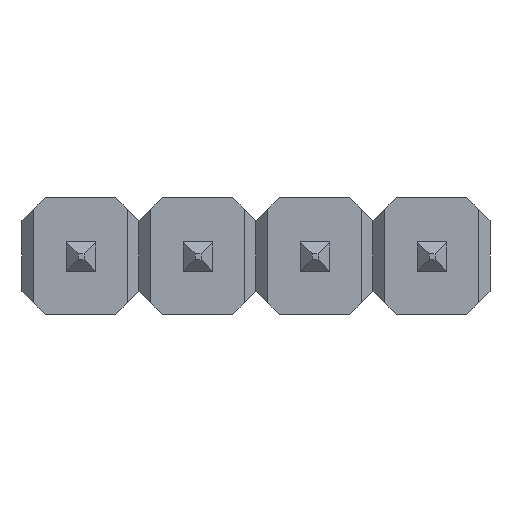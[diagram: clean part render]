
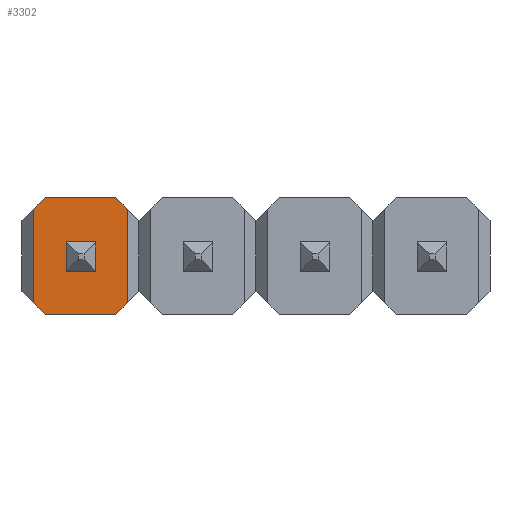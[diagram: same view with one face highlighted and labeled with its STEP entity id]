
A CAD part, front view. The second image highlights one B-rep face of the part: STEP entity #3302.
In plain terms, the highlighted planar face has unit normal (0, -1, 0).
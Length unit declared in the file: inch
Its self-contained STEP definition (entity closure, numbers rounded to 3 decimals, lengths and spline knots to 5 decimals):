
#39 = VERTEX_POINT ( 'NONE', #1214 ) ;
#73 = DIRECTION ( 'NONE',  ( -0.707, 0., 0.707 ) ) ;
#353 = CARTESIAN_POINT ( 'NONE',  ( -0.012, 0., -0.013 ) ) ;
#392 = DIRECTION ( 'NONE',  ( 0., 0., 1. ) ) ;
#461 = LINE ( 'NONE', #4562, #1129 ) ;
#481 = CARTESIAN_POINT ( 'NONE',  ( 0.03, 0., -0.05 ) ) ;
#502 = CARTESIAN_POINT ( 'NONE',  ( -0.04, 0., 0.05 ) ) ;
#534 = EDGE_CURVE ( 'NONE', #2877, #3096, #4307, .T. ) ;
#577 = CARTESIAN_POINT ( 'NONE',  ( 0.013, 0., 0.05 ) ) ;
#587 = EDGE_CURVE ( 'NONE', #4748, #3351, #2599, .T. ) ;
#606 = ORIENTED_EDGE ( 'NONE', *, *, #587, .T. ) ;
#608 = VERTEX_POINT ( 'NONE', #4663 ) ;
#680 = VERTEX_POINT ( 'NONE', #1402 ) ;
#721 = VECTOR ( 'NONE', #4512, 39.37008 ) ;
#780 = PLANE ( 'NONE',  #1570 ) ;
#798 = ORIENTED_EDGE ( 'NONE', *, *, #2144, .T. ) ;
#811 = VECTOR ( 'NONE', #4670, 39.37008 ) ;
#862 = ORIENTED_EDGE ( 'NONE', *, *, #3679, .T. ) ;
#929 = LINE ( 'NONE', #3385, #2320 ) ;
#972 = LINE ( 'NONE', #577, #3543 ) ;
#1044 = DIRECTION ( 'NONE',  ( -0.707, 0., -0.707 ) ) ;
#1085 = ORIENTED_EDGE ( 'NONE', *, *, #2605, .T. ) ;
#1129 = VECTOR ( 'NONE', #73, 39.37008 ) ;
#1214 = CARTESIAN_POINT ( 'NONE',  ( 0.013, 0., -0.013 ) ) ;
#1254 = VERTEX_POINT ( 'NONE', #4302 ) ;
#1396 = ORIENTED_EDGE ( 'NONE', *, *, #5189, .T. ) ;
#1402 = CARTESIAN_POINT ( 'NONE',  ( -0.03, 0., -0.05 ) ) ;
#1433 = EDGE_LOOP ( 'NONE', ( #1085, #606, #862, #3917 ) ) ;
#1508 = CARTESIAN_POINT ( 'NONE',  ( 0.03, 0., -0.05 ) ) ;
#1568 = DIRECTION ( 'NONE',  ( 1., 0., 0. ) ) ;
#1570 = AXIS2_PLACEMENT_3D ( 'NONE', #3213, #2397, #392 ) ;
#1695 = CARTESIAN_POINT ( 'NONE',  ( 0.04, 0., 0.04 ) ) ;
#1855 = LINE ( 'NONE', #4745, #4342 ) ;
#2020 = CARTESIAN_POINT ( 'NONE',  ( -0.04, 0., -0.04 ) ) ;
#2063 = ORIENTED_EDGE ( 'NONE', *, *, #2643, .T. ) ;
#2144 = EDGE_CURVE ( 'NONE', #4644, #680, #929, .T. ) ;
#2172 = EDGE_CURVE ( 'NONE', #4808, #3096, #461, .T. ) ;
#2233 = CARTESIAN_POINT ( 'NONE',  ( -0.05, 0., 0.05 ) ) ;
#2286 = VECTOR ( 'NONE', #5059, 39.37008 ) ;
#2294 = VERTEX_POINT ( 'NONE', #3521 ) ;
#2320 = VECTOR ( 'NONE', #2496, 39.37008 ) ;
#2330 = EDGE_CURVE ( 'NONE', #608, #39, #972, .T. ) ;
#2397 = DIRECTION ( 'NONE',  ( 0., 1., 0. ) ) ;
#2451 = LINE ( 'NONE', #3206, #721 ) ;
#2477 = EDGE_CURVE ( 'NONE', #2294, #4644, #2514, .T. ) ;
#2496 = DIRECTION ( 'NONE',  ( 0.707, 0., -0.707 ) ) ;
#2514 = LINE ( 'NONE', #502, #3288 ) ;
#2599 = LINE ( 'NONE', #3049, #4463 ) ;
#2605 = EDGE_CURVE ( 'NONE', #39, #4748, #2451, .T. ) ;
#2643 = EDGE_CURVE ( 'NONE', #1254, #4808, #2905, .T. ) ;
#2726 = EDGE_CURVE ( 'NONE', #4564, #680, #4649, .T. ) ;
#2877 = VERTEX_POINT ( 'NONE', #3992 ) ;
#2905 = LINE ( 'NONE', #4596, #3987 ) ;
#2932 = ORIENTED_EDGE ( 'NONE', *, *, #2726, .F. ) ;
#3049 = CARTESIAN_POINT ( 'NONE',  ( -0.012, 0., 0.05 ) ) ;
#3096 = VERTEX_POINT ( 'NONE', #5005 ) ;
#3143 = ORIENTED_EDGE ( 'NONE', *, *, #2477, .T. ) ;
#3152 = DIRECTION ( 'NONE',  ( 0.707, 0., 0.707 ) ) ;
#3154 = FACE_OUTER_BOUND ( 'NONE', #3432, .T. ) ;
#3206 = CARTESIAN_POINT ( 'NONE',  ( -0.05, 0., -0.013 ) ) ;
#3213 = CARTESIAN_POINT ( 'NONE',  ( -0.05, 0., 0.05 ) ) ;
#3288 = VECTOR ( 'NONE', #3775, 39.37008 ) ;
#3302 = ADVANCED_FACE ( 'NONE', ( #4888, #3154 ), #780, .F. ) ;
#3351 = VERTEX_POINT ( 'NONE', #4605 ) ;
#3385 = CARTESIAN_POINT ( 'NONE',  ( -0.05, 0., -0.03 ) ) ;
#3415 = DIRECTION ( 'NONE',  ( 0., 0., 1. ) ) ;
#3432 = EDGE_LOOP ( 'NONE', ( #2932, #1396, #2063, #4266, #3999, #4245, #3143, #798 ) ) ;
#3437 = DIRECTION ( 'NONE',  ( 0., 0., -1. ) ) ;
#3521 = CARTESIAN_POINT ( 'NONE',  ( -0.04, 0., 0.04 ) ) ;
#3543 = VECTOR ( 'NONE', #3437, 39.37008 ) ;
#3638 = EDGE_CURVE ( 'NONE', #2877, #2294, #1855, .T. ) ;
#3658 = VECTOR ( 'NONE', #1568, 39.37008 ) ;
#3679 = EDGE_CURVE ( 'NONE', #3351, #608, #5278, .T. ) ;
#3775 = DIRECTION ( 'NONE',  ( 0., 0., -1. ) ) ;
#3917 = ORIENTED_EDGE ( 'NONE', *, *, #2330, .T. ) ;
#3931 = DIRECTION ( 'NONE',  ( 0., 0., 1. ) ) ;
#3987 = VECTOR ( 'NONE', #3415, 39.37008 ) ;
#3992 = CARTESIAN_POINT ( 'NONE',  ( -0.03, 0., 0.05 ) ) ;
#3999 = ORIENTED_EDGE ( 'NONE', *, *, #534, .F. ) ;
#4245 = ORIENTED_EDGE ( 'NONE', *, *, #3638, .T. ) ;
#4266 = ORIENTED_EDGE ( 'NONE', *, *, #2172, .T. ) ;
#4302 = CARTESIAN_POINT ( 'NONE',  ( 0.04, 0., -0.04 ) ) ;
#4307 = LINE ( 'NONE', #2233, #2286 ) ;
#4342 = VECTOR ( 'NONE', #1044, 39.37008 ) ;
#4463 = VECTOR ( 'NONE', #3931, 39.37008 ) ;
#4495 = CARTESIAN_POINT ( 'NONE',  ( -0.05, 0., 0.012 ) ) ;
#4512 = DIRECTION ( 'NONE',  ( -1., 0., 0. ) ) ;
#4562 = CARTESIAN_POINT ( 'NONE',  ( 0.05, 0., 0.03 ) ) ;
#4564 = VERTEX_POINT ( 'NONE', #481 ) ;
#4571 = CARTESIAN_POINT ( 'NONE',  ( -0.05, 0., -0.05 ) ) ;
#4596 = CARTESIAN_POINT ( 'NONE',  ( 0.04, 0., 0.05 ) ) ;
#4605 = CARTESIAN_POINT ( 'NONE',  ( -0.012, 0., 0.012 ) ) ;
#4644 = VERTEX_POINT ( 'NONE', #2020 ) ;
#4649 = LINE ( 'NONE', #4571, #811 ) ;
#4663 = CARTESIAN_POINT ( 'NONE',  ( 0.013, 0., 0.012 ) ) ;
#4670 = DIRECTION ( 'NONE',  ( -1., 0., 0. ) ) ;
#4745 = CARTESIAN_POINT ( 'NONE',  ( -0.03, 0., 0.05 ) ) ;
#4748 = VERTEX_POINT ( 'NONE', #353 ) ;
#4788 = VECTOR ( 'NONE', #3152, 39.37008 ) ;
#4808 = VERTEX_POINT ( 'NONE', #1695 ) ;
#4888 = FACE_BOUND ( 'NONE', #1433, .T. ) ;
#5005 = CARTESIAN_POINT ( 'NONE',  ( 0.03, 0., 0.05 ) ) ;
#5059 = DIRECTION ( 'NONE',  ( 1., 0., 0. ) ) ;
#5189 = EDGE_CURVE ( 'NONE', #4564, #1254, #5220, .T. ) ;
#5220 = LINE ( 'NONE', #1508, #4788 ) ;
#5278 = LINE ( 'NONE', #4495, #3658 ) ;
